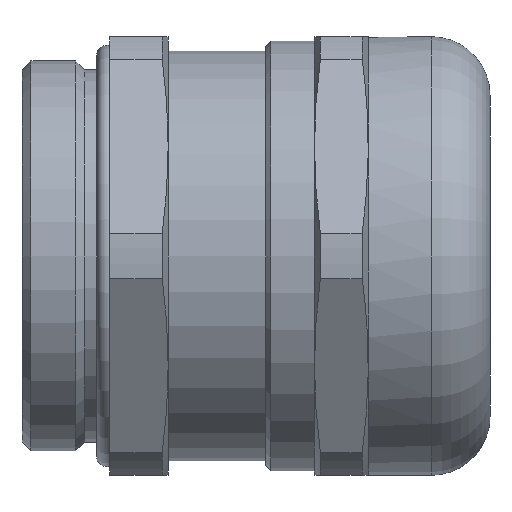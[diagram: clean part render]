
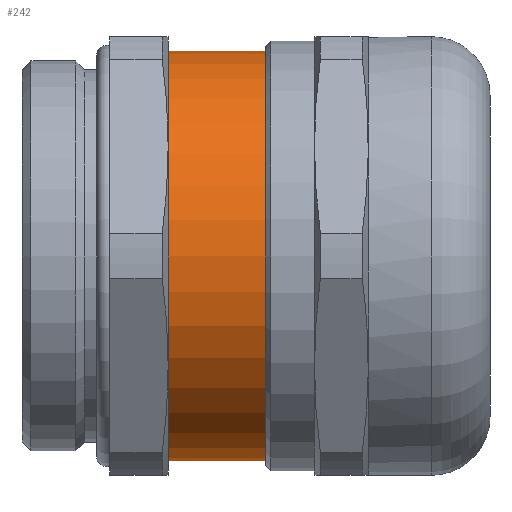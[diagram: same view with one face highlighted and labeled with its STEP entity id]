
A CAD part, front view. The second image highlights one B-rep face of the part: STEP entity #242.
In plain terms, the highlighted cylindrical face has radius 21 mm (diameter 42 mm), a full revolution.
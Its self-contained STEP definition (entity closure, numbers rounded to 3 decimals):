
#242 = ADVANCED_FACE( '', ( #545, #546 ), #547, .T. );
#545 = FACE_OUTER_BOUND( '', #909, .T. );
#546 = FACE_OUTER_BOUND( '', #910, .T. );
#547 = CYLINDRICAL_SURFACE( '', #911, 21. );
#909 = EDGE_LOOP( '', ( #1605 ) );
#910 = EDGE_LOOP( '', ( #1606 ) );
#911 = AXIS2_PLACEMENT_3D( '', #1607, #1608, #1609 );
#1605 = ORIENTED_EDGE( '', *, *, #2223, .T. );
#1606 = ORIENTED_EDGE( '', *, *, #2326, .F. );
#1607 = CARTESIAN_POINT( '', ( 48., 0., 0. ) );
#1608 = DIRECTION( '', ( -1., 0., 0. ) );
#1609 = DIRECTION( '', ( 0., 0., -1. ) );
#2223 = EDGE_CURVE( '', #2711, #2711, #2712, .T. );
#2326 = EDGE_CURVE( '', #2861, #2861, #2862, .T. );
#2711 = VERTEX_POINT( '', #3511 );
#2712 = CIRCLE( '', #3512, 21. );
#2861 = VERTEX_POINT( '', #3762 );
#2862 = CIRCLE( '', #3763, 21. );
#3511 = CARTESIAN_POINT( '', ( 14.99, 0., -21. ) );
#3512 = AXIS2_PLACEMENT_3D( '', #4140, #4141, #4142 );
#3762 = CARTESIAN_POINT( '', ( 25., 0., -21. ) );
#3763 = AXIS2_PLACEMENT_3D( '', #4283, #4284, #4285 );
#4140 = CARTESIAN_POINT( '', ( 14.99, 0., 0. ) );
#4141 = DIRECTION( '', ( 1., 0., 0. ) );
#4142 = DIRECTION( '', ( 0., 0., -1. ) );
#4283 = CARTESIAN_POINT( '', ( 25., 0., 0. ) );
#4284 = DIRECTION( '', ( 1., 0., 0. ) );
#4285 = DIRECTION( '', ( 0., 0., -1. ) );
